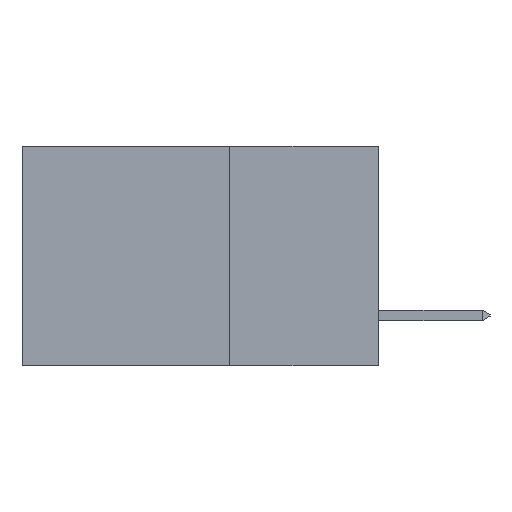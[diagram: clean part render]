
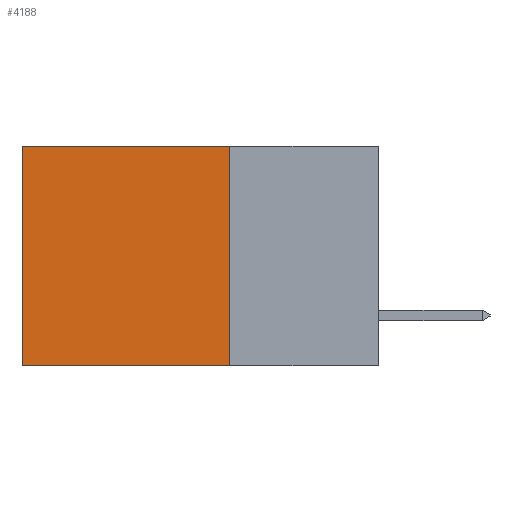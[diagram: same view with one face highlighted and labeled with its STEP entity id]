
A CAD part, left-side view. The second image highlights one B-rep face of the part: STEP entity #4188.
In plain terms, the highlighted planar face has unit normal (-1, 0, 0).
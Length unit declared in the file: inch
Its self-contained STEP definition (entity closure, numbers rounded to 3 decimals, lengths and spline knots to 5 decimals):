
#1698 = LINE ( 'NONE', #17841, #8836 ) ;
#1826 = CARTESIAN_POINT ( 'NONE',  ( 0.298, 0.6, -0.37 ) ) ;
#1833 = EDGE_CURVE ( 'NONE', #14573, #10655, #2330, .T. ) ;
#1850 = ORIENTED_EDGE ( 'NONE', *, *, #15391, .F. ) ;
#2066 = CARTESIAN_POINT ( 'NONE',  ( 0.298, 0.6, 0. ) ) ;
#2330 = LINE ( 'NONE', #8628, #12705 ) ;
#2739 = CARTESIAN_POINT ( 'NONE',  ( 0.298, 0.25, -0.37 ) ) ;
#2753 = EDGE_CURVE ( 'NONE', #14573, #9117, #3872, .T. ) ;
#3872 = LINE ( 'NONE', #12523, #14274 ) ;
#4188 = ADVANCED_FACE ( 'NONE', ( #15322 ), #17093, .F. ) ;
#4941 = ORIENTED_EDGE ( 'NONE', *, *, #2753, .T. ) ;
#4978 = DIRECTION ( 'NONE',  ( 0., 1., 0. ) ) ;
#5073 = VECTOR ( 'NONE', #12594, 39.37008 ) ;
#5648 = AXIS2_PLACEMENT_3D ( 'NONE', #14317, #17924, #15734 ) ;
#7102 = VERTEX_POINT ( 'NONE', #1826 ) ;
#7845 = ORIENTED_EDGE ( 'NONE', *, *, #1833, .F. ) ;
#8628 = CARTESIAN_POINT ( 'NONE',  ( 0.298, 0.25, 0. ) ) ;
#8836 = VECTOR ( 'NONE', #9351, 39.37008 ) ;
#8851 = LINE ( 'NONE', #2739, #5073 ) ;
#9117 = VERTEX_POINT ( 'NONE', #2066 ) ;
#9351 = DIRECTION ( 'NONE',  ( 0., 0., -1. ) ) ;
#9378 = CARTESIAN_POINT ( 'NONE',  ( 0.298, 0.25, 0. ) ) ;
#10405 = DIRECTION ( 'NONE',  ( 0., 0., -1. ) ) ;
#10655 = VERTEX_POINT ( 'NONE', #16552 ) ;
#11042 = ORIENTED_EDGE ( 'NONE', *, *, #16454, .T. ) ;
#12523 = CARTESIAN_POINT ( 'NONE',  ( 0.298, 0.25, 0. ) ) ;
#12594 = DIRECTION ( 'NONE',  ( 0., 1., 0. ) ) ;
#12705 = VECTOR ( 'NONE', #10405, 39.37008 ) ;
#13811 = EDGE_LOOP ( 'NONE', ( #11042, #1850, #7845, #4941 ) ) ;
#14274 = VECTOR ( 'NONE', #4978, 39.37008 ) ;
#14317 = CARTESIAN_POINT ( 'NONE',  ( 0.298, 0.25, 0. ) ) ;
#14573 = VERTEX_POINT ( 'NONE', #9378 ) ;
#15322 = FACE_OUTER_BOUND ( 'NONE', #13811, .T. ) ;
#15391 = EDGE_CURVE ( 'NONE', #10655, #7102, #8851, .T. ) ;
#15734 = DIRECTION ( 'NONE',  ( 0., 0., -1. ) ) ;
#16454 = EDGE_CURVE ( 'NONE', #9117, #7102, #1698, .T. ) ;
#16552 = CARTESIAN_POINT ( 'NONE',  ( 0.298, 0.25, -0.37 ) ) ;
#17093 = PLANE ( 'NONE',  #5648 ) ;
#17841 = CARTESIAN_POINT ( 'NONE',  ( 0.298, 0.6, 0. ) ) ;
#17924 = DIRECTION ( 'NONE',  ( 1., 0., 0. ) ) ;
